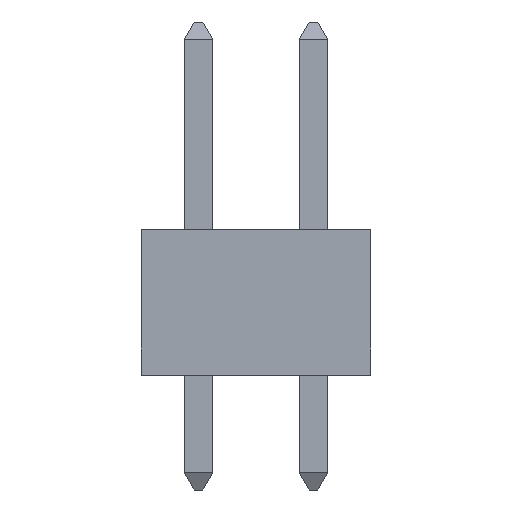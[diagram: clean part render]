
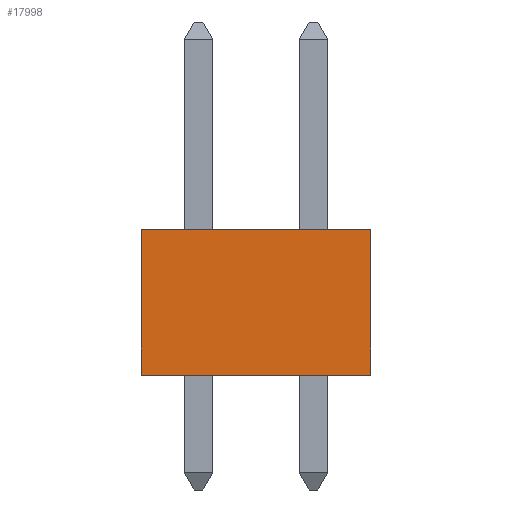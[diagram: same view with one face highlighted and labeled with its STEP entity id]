
A CAD part, left-side view. The second image highlights one B-rep face of the part: STEP entity #17998.
In plain terms, the highlighted planar face has unit normal (-1, 0, 0).
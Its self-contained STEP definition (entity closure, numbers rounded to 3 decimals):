
#17937 = CARTESIAN_POINT ( 'NONE',  ( -1., 3., 0. ) ) ;
#17938 = VERTEX_POINT ( 'NONE', #17937 ) ;
#17945 = CARTESIAN_POINT ( 'NONE',  ( -1., 3., 2.54 ) ) ;
#17946 = VERTEX_POINT ( 'NONE', #17945 ) ;
#17947 = CARTESIAN_POINT ( 'NONE',  ( -1., 3., 2.54 ) ) ;
#17948 = DIRECTION ( 'NONE',  ( 0., 0., -1. ) ) ;
#17949 = VECTOR ( 'NONE', #17948, 1000. ) ;
#17950 = LINE ( 'NONE', #17947, #17949 ) ;
#17951 = EDGE_CURVE ( 'NONE', #17946, #17938, #17950, .T. ) ;
#17968 = CARTESIAN_POINT ( 'NONE',  ( -1., -1., 0. ) ) ;
#17969 = VERTEX_POINT ( 'NONE', #17968 ) ;
#17970 = CARTESIAN_POINT ( 'NONE',  ( -1., -1., 0. ) ) ;
#17971 = DIRECTION ( 'NONE',  ( 0., -1., 0. ) ) ;
#17972 = VECTOR ( 'NONE', #17971, 1000. ) ;
#17973 = LINE ( 'NONE', #17970, #17972 ) ;
#17974 = EDGE_CURVE ( 'NONE', #17938, #17969, #17973, .T. ) ;
#17975 = ORIENTED_EDGE ( 'NONE', *, *, #17974, .T. ) ;
#17976 = CARTESIAN_POINT ( 'NONE',  ( -1., -1., 2.54 ) ) ;
#17977 = VERTEX_POINT ( 'NONE', #17976 ) ;
#17978 = CARTESIAN_POINT ( 'NONE',  ( -1., -1., 2.54 ) ) ;
#17979 = DIRECTION ( 'NONE',  ( 0., 0., -1. ) ) ;
#17980 = VECTOR ( 'NONE', #17979, 1000. ) ;
#17981 = LINE ( 'NONE', #17978, #17980 ) ;
#17982 = EDGE_CURVE ( 'NONE', #17977, #17969, #17981, .T. ) ;
#17983 = ORIENTED_EDGE ( 'NONE', *, *, #17982, .F. ) ;
#17984 = CARTESIAN_POINT ( 'NONE',  ( -1., -1., 2.54 ) ) ;
#17985 = DIRECTION ( 'NONE',  ( 0., -1., 0. ) ) ;
#17986 = VECTOR ( 'NONE', #17985, 1000. ) ;
#17987 = LINE ( 'NONE', #17984, #17986 ) ;
#17988 = EDGE_CURVE ( 'NONE', #17946, #17977, #17987, .T. ) ;
#17989 = ORIENTED_EDGE ( 'NONE', *, *, #17988, .F. ) ;
#17990 = ORIENTED_EDGE ( 'NONE', *, *, #17951, .T. ) ;
#17991 = EDGE_LOOP ( 'NONE', ( #17975, #17983, #17989, #17990 ) ) ;
#17992 = FACE_OUTER_BOUND ( 'NONE', #17991, .T. ) ;
#17993 = CARTESIAN_POINT ( 'NONE',  ( -1., -1., 2.54 ) ) ;
#17994 = DIRECTION ( 'NONE',  ( 1., 0., 0. ) ) ;
#17995 = DIRECTION ( 'NONE',  ( 0., 1., 0. ) ) ;
#17996 = AXIS2_PLACEMENT_3D ( 'NONE', #17993, #17994, #17995 ) ;
#17997 = PLANE ( 'NONE', #17996 ) ;
#17998 = ADVANCED_FACE ( 'NONE', ( #17992 ), #17997, .F. ) ;
